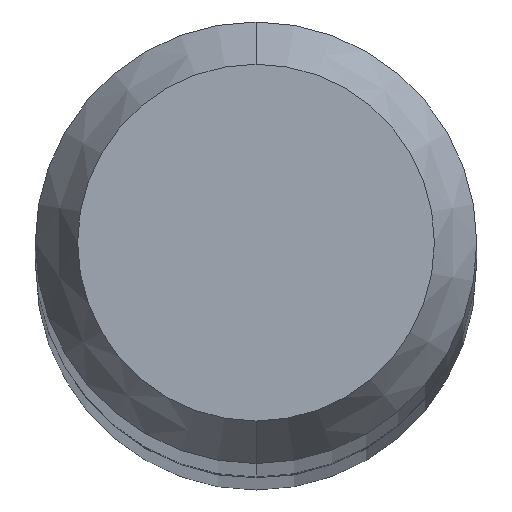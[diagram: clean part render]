
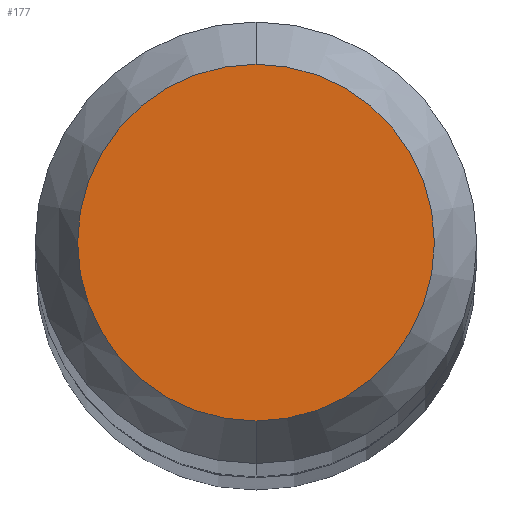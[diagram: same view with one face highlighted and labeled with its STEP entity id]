
A CAD part, top view. The second image highlights one B-rep face of the part: STEP entity #177.
In plain terms, the highlighted planar face has unit normal (0, 0, 1).
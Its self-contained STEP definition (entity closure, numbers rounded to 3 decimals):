
#137=VERTEX_POINT('',#296);
#141=VERTEX_POINT('',#300);
#143=EDGE_CURVE('',#141,#137,#302,.T.);
#177=ADVANCED_FACE('',(#339),#340,.T.);
#207=EDGE_CURVE('',#137,#141,#373,.T.);
#296=CARTESIAN_POINT('',(0.0,0.965,0.0));
#300=CARTESIAN_POINT('',(0.,-0.965,0.0));
#302=CIRCLE('',#474,0.965);
#339=FACE_OUTER_BOUND('',#520,.T.);
#340=PLANE('',#521);
#373=CIRCLE('',#567,0.965);
#474=AXIS2_PLACEMENT_3D('',#679,#680,#681);
#520=EDGE_LOOP('',(#722,#723));
#521=AXIS2_PLACEMENT_3D('',#724,#725,#726);
#567=AXIS2_PLACEMENT_3D('',#762,#763,#764);
#679=CARTESIAN_POINT('',(0.0,0.0,0.0));
#680=DIRECTION('',(0.0,0.0,-1.0));
#681=DIRECTION('',(0.0,1.0,0.0));
#722=ORIENTED_EDGE('',*,*,#207,.F.);
#723=ORIENTED_EDGE('',*,*,#143,.F.);
#724=CARTESIAN_POINT('',(0.0,0.482,0.0));
#725=DIRECTION('',(-0.0,0.0,1.0));
#726=DIRECTION('',(0.0,-1.0,0.0));
#762=CARTESIAN_POINT('',(0.0,0.0,0.0));
#763=DIRECTION('',(0.0,0.0,-1.0));
#764=DIRECTION('',(0.0,1.0,0.0));
